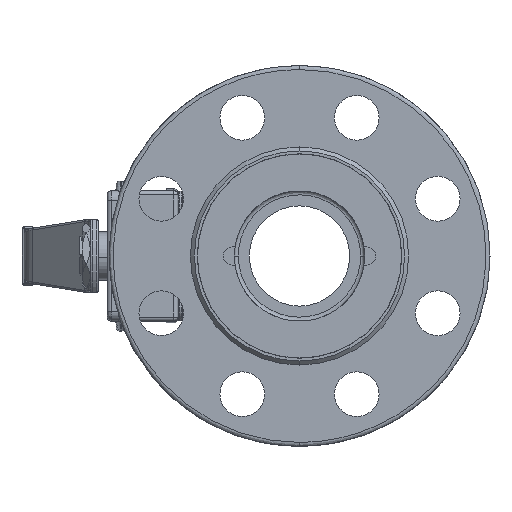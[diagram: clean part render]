
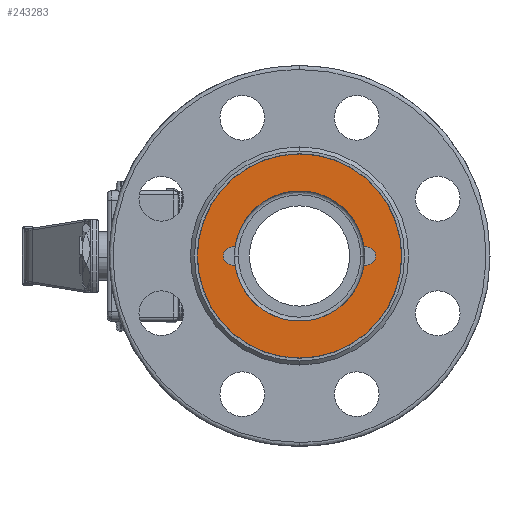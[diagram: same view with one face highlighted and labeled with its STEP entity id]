
A CAD part, left-side view. The second image highlights one B-rep face of the part: STEP entity #243283.
In plain terms, the highlighted planar face has unit normal (-1, 0, 0).
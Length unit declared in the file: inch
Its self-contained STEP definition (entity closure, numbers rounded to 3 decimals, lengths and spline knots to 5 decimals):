
#2079 = ORIENTED_EDGE ( 'NONE', *, *, #240791, .F. ) ;
#5423 = DIRECTION ( 'NONE',  ( 0., 1., 0. ) ) ;
#9598 = CARTESIAN_POINT ( 'NONE',  ( -2.94685, -1.3189, 0. ) ) ;
#10097 = ORIENTED_EDGE ( 'NONE', *, *, #101886, .T. ) ;
#12837 = EDGE_CURVE ( 'NONE', #160168, #252812, #195302, .T. ) ;
#17046 = AXIS2_PLACEMENT_3D ( 'NONE', #82949, #213993, #130718 ) ;
#26047 = DIRECTION ( 'NONE',  ( 0., -1., 0. ) ) ;
#29682 = AXIS2_PLACEMENT_3D ( 'NONE', #9598, #40156, #169502 ) ;
#29688 = VERTEX_POINT ( 'NONE', #83894 ) ;
#30955 = CARTESIAN_POINT ( 'NONE',  ( -2.94685, 0., 0. ) ) ;
#34590 = LINE ( 'NONE', #114567, #228379 ) ;
#39328 = CARTESIAN_POINT ( 'NONE',  ( -2.94685, 0., 0. ) ) ;
#39608 = CIRCLE ( 'NONE', #137530, 2.00394 ) ;
#40156 = DIRECTION ( 'NONE',  ( -1., 0., 0. ) ) ;
#47282 = VERTEX_POINT ( 'NONE', #153939 ) ;
#47536 = VERTEX_POINT ( 'NONE', #286753 ) ;
#53887 = AXIS2_PLACEMENT_3D ( 'NONE', #39328, #124323, #246996 ) ;
#56430 = CARTESIAN_POINT ( 'NONE',  ( -2.94685, -2.00394, 0. ) ) ;
#68033 = ORIENTED_EDGE ( 'NONE', *, *, #12837, .F. ) ;
#71474 = DIRECTION ( 'NONE',  ( 0., -1., 0. ) ) ;
#76609 = DIRECTION ( 'NONE',  ( 0., 1., 0. ) ) ;
#80978 = VERTEX_POINT ( 'NONE', #94462 ) ;
#82949 = CARTESIAN_POINT ( 'NONE',  ( -2.94685, -1.3189, 0. ) ) ;
#83685 = DIRECTION ( 'NONE',  ( 1., 0., 0. ) ) ;
#83894 = CARTESIAN_POINT ( 'NONE',  ( -2.94685, -1.49606, 0. ) ) ;
#92983 = VERTEX_POINT ( 'NONE', #199099 ) ;
#94462 = CARTESIAN_POINT ( 'NONE',  ( -2.94685, 1.3189, 0.17717 ) ) ;
#101886 = EDGE_CURVE ( 'NONE', #92983, #248893, #261925, .T. ) ;
#102649 = CARTESIAN_POINT ( 'NONE',  ( -2.94685, -1.3189, 0.17717 ) ) ;
#110910 = FACE_OUTER_BOUND ( 'NONE', #243859, .T. ) ;
#114567 = CARTESIAN_POINT ( 'NONE',  ( -2.94685, -1.3189, -0.17717 ) ) ;
#114737 = VECTOR ( 'NONE', #71474, 39.37008 ) ;
#116921 = EDGE_CURVE ( 'NONE', #80978, #248893, #292148, .T. ) ;
#117389 = AXIS2_PLACEMENT_3D ( 'NONE', #250693, #279633, #121291 ) ;
#118847 = DIRECTION ( 'NONE',  ( -1., 0., 0. ) ) ;
#121291 = DIRECTION ( 'NONE',  ( 0., -1., 0. ) ) ;
#124323 = DIRECTION ( 'NONE',  ( 1., 0., 0. ) ) ;
#127597 = CARTESIAN_POINT ( 'NONE',  ( -2.94685, -1.3189, 0.17717 ) ) ;
#130718 = DIRECTION ( 'NONE',  ( 0., -1., 0. ) ) ;
#134356 = CARTESIAN_POINT ( 'NONE',  ( -2.94685, 1.3189, -0.17717 ) ) ;
#137530 = AXIS2_PLACEMENT_3D ( 'NONE', #269193, #192500, #296409 ) ;
#138120 = FACE_BOUND ( 'NONE', #229007, .T. ) ;
#139218 = DIRECTION ( 'NONE',  ( 0., 1., 0. ) ) ;
#142783 = ORIENTED_EDGE ( 'NONE', *, *, #220240, .F. ) ;
#143102 = AXIS2_PLACEMENT_3D ( 'NONE', #30955, #83685, #5423 ) ;
#146477 = DIRECTION ( 'NONE',  ( -1., 0., 0. ) ) ;
#148007 = EDGE_CURVE ( 'NONE', #248644, #47536, #34590, .T. ) ;
#152868 = CIRCLE ( 'NONE', #17046, 0.17717 ) ;
#153939 = CARTESIAN_POINT ( 'NONE',  ( -2.94685, -1.3189, 0.17717 ) ) ;
#157386 = ORIENTED_EDGE ( 'NONE', *, *, #248242, .F. ) ;
#160168 = VERTEX_POINT ( 'NONE', #313745 ) ;
#169502 = DIRECTION ( 'NONE',  ( 0., -1., 0. ) ) ;
#173666 = ORIENTED_EDGE ( 'NONE', *, *, #116921, .F. ) ;
#173701 = ORIENTED_EDGE ( 'NONE', *, *, #222454, .T. ) ;
#188764 = CARTESIAN_POINT ( 'NONE',  ( -2.94685, -1.3189, -0.17717 ) ) ;
#192500 = DIRECTION ( 'NONE',  ( 1., 0., 0. ) ) ;
#195302 = CIRCLE ( 'NONE', #53887, 2.00394 ) ;
#198045 = CIRCLE ( 'NONE', #29682, 0.17717 ) ;
#199099 = CARTESIAN_POINT ( 'NONE',  ( -2.94685, 1.2672, -0.17717 ) ) ;
#206810 = CARTESIAN_POINT ( 'NONE',  ( -2.94685, 1.2672, 0.17717 ) ) ;
#209722 = ORIENTED_EDGE ( 'NONE', *, *, #299830, .F. ) ;
#210809 = CARTESIAN_POINT ( 'NONE',  ( -2.94685, -1.3189, -0.17717 ) ) ;
#213993 = DIRECTION ( 'NONE',  ( -1., 0., 0. ) ) ;
#220240 = EDGE_CURVE ( 'NONE', #29688, #47282, #152868, .T. ) ;
#222454 = EDGE_CURVE ( 'NONE', #80978, #283976, #282569, .T. ) ;
#228379 = VECTOR ( 'NONE', #322283, 39.37008 ) ;
#229007 = EDGE_LOOP ( 'NONE', ( #10097, #173666, #173701, #263261, #259920, #142783, #209722, #270697, #157386 ) ) ;
#231529 = CARTESIAN_POINT ( 'NONE',  ( -2.94685, -1.2672, 0.17717 ) ) ;
#235958 = CIRCLE ( 'NONE', #295790, 1.27953 ) ;
#240791 = EDGE_CURVE ( 'NONE', #252812, #160168, #39608, .T. ) ;
#243283 = ADVANCED_FACE ( 'NONE', ( #138120, #110910 ), #264190, .F. ) ;
#243859 = EDGE_LOOP ( 'NONE', ( #68033, #2079 ) ) ;
#246996 = DIRECTION ( 'NONE',  ( 0., 1., 0. ) ) ;
#248234 = DIRECTION ( 'NONE',  ( 0., 1., 0. ) ) ;
#248242 = EDGE_CURVE ( 'NONE', #92983, #47536, #235958, .T. ) ;
#248644 = VERTEX_POINT ( 'NONE', #188764 ) ;
#248893 = VERTEX_POINT ( 'NONE', #134356 ) ;
#250693 = CARTESIAN_POINT ( 'NONE',  ( -2.94685, 1.3189, 0. ) ) ;
#252812 = VERTEX_POINT ( 'NONE', #56430 ) ;
#257895 = CIRCLE ( 'NONE', #312367, 1.27953 ) ;
#258362 = VECTOR ( 'NONE', #139218, 39.37008 ) ;
#259920 = ORIENTED_EDGE ( 'NONE', *, *, #325747, .T. ) ;
#261925 = LINE ( 'NONE', #210809, #258362 ) ;
#263261 = ORIENTED_EDGE ( 'NONE', *, *, #298422, .F. ) ;
#264190 = PLANE ( 'NONE',  #143102 ) ;
#269193 = CARTESIAN_POINT ( 'NONE',  ( -2.94685, 0., 0. ) ) ;
#270697 = ORIENTED_EDGE ( 'NONE', *, *, #148007, .T. ) ;
#277606 = CARTESIAN_POINT ( 'NONE',  ( -2.94685, 0., 0. ) ) ;
#279633 = DIRECTION ( 'NONE',  ( -1., 0., 0. ) ) ;
#282569 = LINE ( 'NONE', #127597, #114737 ) ;
#283976 = VERTEX_POINT ( 'NONE', #206810 ) ;
#286753 = CARTESIAN_POINT ( 'NONE',  ( -2.94685, -1.2672, -0.17717 ) ) ;
#289823 = LINE ( 'NONE', #102649, #291870 ) ;
#291870 = VECTOR ( 'NONE', #26047, 39.37008 ) ;
#292148 = CIRCLE ( 'NONE', #117389, 0.17717 ) ;
#295790 = AXIS2_PLACEMENT_3D ( 'NONE', #277606, #146477, #76609 ) ;
#296409 = DIRECTION ( 'NONE',  ( 0., 1., 0. ) ) ;
#298422 = EDGE_CURVE ( 'NONE', #308946, #283976, #257895, .T. ) ;
#299830 = EDGE_CURVE ( 'NONE', #248644, #29688, #198045, .T. ) ;
#308946 = VERTEX_POINT ( 'NONE', #231529 ) ;
#312367 = AXIS2_PLACEMENT_3D ( 'NONE', #326566, #118847, #248234 ) ;
#313745 = CARTESIAN_POINT ( 'NONE',  ( -2.94685, 2.00394, 0. ) ) ;
#322283 = DIRECTION ( 'NONE',  ( 0., 1., 0. ) ) ;
#325747 = EDGE_CURVE ( 'NONE', #308946, #47282, #289823, .T. ) ;
#326566 = CARTESIAN_POINT ( 'NONE',  ( -2.94685, 0., 0. ) ) ;
